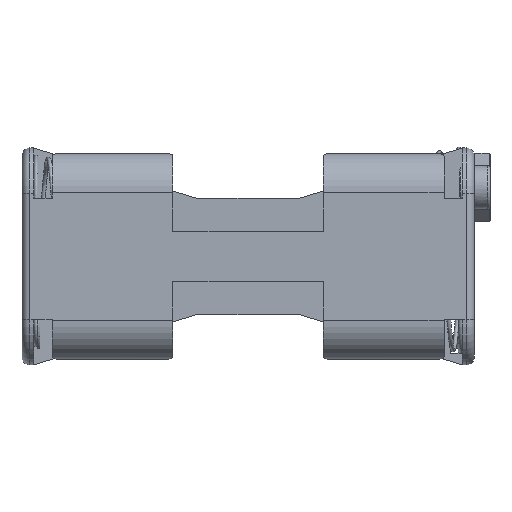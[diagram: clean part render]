
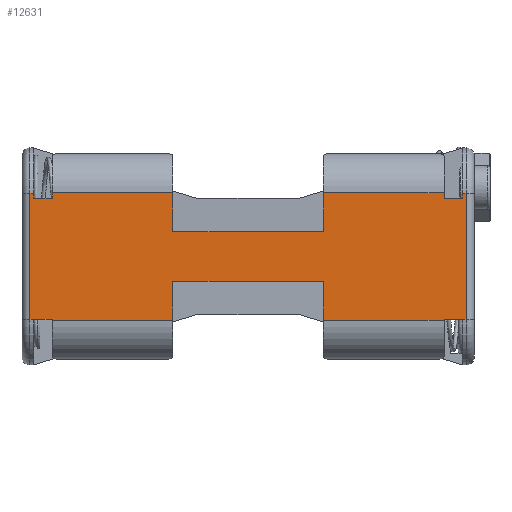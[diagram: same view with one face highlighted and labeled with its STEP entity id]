
A CAD part, left-side view. The second image highlights one B-rep face of the part: STEP entity #12631.
In plain terms, the highlighted planar face has unit normal (-1, 0, 0).
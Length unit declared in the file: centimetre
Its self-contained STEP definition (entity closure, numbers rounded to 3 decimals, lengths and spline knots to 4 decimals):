
#428=LINE('',#16554,#1593);
#440=LINE('',#16581,#1605);
#450=LINE('',#16603,#1615);
#458=LINE('',#16621,#1623);
#475=LINE('',#16668,#1640);
#478=LINE('',#16682,#1643);
#486=LINE('',#16756,#1651);
#488=LINE('',#16764,#1653);
#495=LINE('',#16825,#1660);
#527=LINE('',#16995,#1692);
#529=LINE('',#17000,#1694);
#538=LINE('',#17021,#1703);
#544=LINE('',#17036,#1709);
#554=LINE('',#17056,#1719);
#661=LINE('',#17318,#1826);
#666=LINE('',#17345,#1831);
#668=LINE('',#17348,#1833);
#1419=LINE('',#20730,#2584);
#1420=LINE('',#20733,#2585);
#1421=LINE('',#20734,#2586);
#1422=LINE('',#20735,#2587);
#1423=LINE('',#20736,#2588);
#1424=LINE('',#20737,#2589);
#1425=LINE('',#20739,#2590);
#1426=LINE('',#20740,#2591);
#1427=LINE('',#20742,#2592);
#1428=LINE('',#20743,#2593);
#1429=LINE('',#20744,#2594);
#1593=VECTOR('',#13720,0.23);
#1605=VECTOR('',#13738,0.23);
#1615=VECTOR('',#13752,0.23);
#1623=VECTOR('',#13764,0.23);
#1640=VECTOR('',#13801,0.05);
#1643=VECTOR('',#13816,0.0716);
#1651=VECTOR('',#13842,1.5275);
#1653=VECTOR('',#13850,0.0118);
#1660=VECTOR('',#13875,1.5275);
#1692=VECTOR('',#13929,0.4917);
#1694=VECTOR('',#13935,1.9);
#1703=VECTOR('',#13952,0.4917);
#1709=VECTOR('',#13966,1.9);
#1719=VECTOR('',#13984,0.0614);
#1826=VECTOR('',#14207,0.0016);
#1831=VECTOR('',#14236,0.0614);
#1833=VECTOR('',#14238,0.0016);
#2584=VECTOR('',#15591,0.05);
#2585=VECTOR('',#15594,1.593);
#2586=VECTOR('',#15595,0.05);
#2587=VECTOR('',#15596,1.5275);
#2588=VECTOR('',#15597,0.4917);
#2589=VECTOR('',#15598,0.0118);
#2590=VECTOR('',#15599,0.05);
#2591=VECTOR('',#15600,1.593);
#2592=VECTOR('',#15601,1.5275);
#2593=VECTOR('',#15602,0.4917);
#2594=VECTOR('',#15603,0.0716);
#3104=PLANE('',#13298);
#3782=FACE_OUTER_BOUND('',#4521,.T.);
#4521=EDGE_LOOP('',(#10411,#10412,#10413,#10414,#10415,#10416,#10417,#10418,
#10419,#10420,#10421,#10422,#10423,#10424,#10425,#10426,#10427,#10428,#10429,
#10430,#10431,#10432,#10433,#10434,#10435,#10436,#10437,#10438));
#5041=VERTEX_POINT('',#16552);
#5042=VERTEX_POINT('',#16553);
#5053=VERTEX_POINT('',#16579);
#5054=VERTEX_POINT('',#16580);
#5063=VERTEX_POINT('',#16601);
#5064=VERTEX_POINT('',#16602);
#5071=VERTEX_POINT('',#16619);
#5072=VERTEX_POINT('',#16620);
#5091=VERTEX_POINT('',#16665);
#5092=VERTEX_POINT('',#16667);
#5097=VERTEX_POINT('',#16680);
#5113=VERTEX_POINT('',#16753);
#5114=VERTEX_POINT('',#16755);
#5117=VERTEX_POINT('',#16762);
#5131=VERTEX_POINT('',#16822);
#5132=VERTEX_POINT('',#16824);
#5168=VERTEX_POINT('',#16992);
#5169=VERTEX_POINT('',#16994);
#5170=VERTEX_POINT('',#16998);
#5178=VERTEX_POINT('',#17020);
#5183=VERTEX_POINT('',#17035);
#5189=VERTEX_POINT('',#17055);
#5286=VERTEX_POINT('',#17316);
#5297=VERTEX_POINT('',#17347);
#5959=VERTEX_POINT('',#20728);
#5960=VERTEX_POINT('',#20732);
#5961=VERTEX_POINT('',#20738);
#5962=VERTEX_POINT('',#20741);
#6205=EDGE_CURVE('',#5041,#5042,#428,.T.);
#6217=EDGE_CURVE('',#5053,#5054,#440,.T.);
#6227=EDGE_CURVE('',#5063,#5064,#450,.T.);
#6235=EDGE_CURVE('',#5071,#5072,#458,.T.);
#6257=EDGE_CURVE('',#5091,#5092,#475,.T.);
#6264=EDGE_CURVE('',#5054,#5097,#478,.T.);
#6282=EDGE_CURVE('',#5113,#5114,#486,.T.);
#6286=EDGE_CURVE('',#5064,#5117,#488,.T.);
#6302=EDGE_CURVE('',#5131,#5132,#495,.T.);
#6348=EDGE_CURVE('',#5169,#5168,#527,.T.);
#6351=EDGE_CURVE('',#5168,#5170,#529,.T.);
#6361=EDGE_CURVE('',#5178,#5114,#538,.T.);
#6369=EDGE_CURVE('',#5183,#5178,#544,.T.);
#6380=EDGE_CURVE('',#5189,#5053,#554,.T.);
#6510=EDGE_CURVE('',#5042,#5286,#661,.T.);
#6523=EDGE_CURVE('',#5072,#5092,#666,.T.);
#6525=EDGE_CURVE('',#5297,#5063,#668,.T.);
#7518=EDGE_CURVE('',#5189,#5959,#1419,.T.);
#7519=EDGE_CURVE('',#5960,#5091,#1420,.T.);
#7520=EDGE_CURVE('',#5960,#5297,#1421,.T.);
#7521=EDGE_CURVE('',#5169,#5117,#1422,.T.);
#7522=EDGE_CURVE('',#5170,#5132,#1423,.T.);
#7523=EDGE_CURVE('',#5131,#5041,#1424,.T.);
#7524=EDGE_CURVE('',#5286,#5961,#1425,.T.);
#7525=EDGE_CURVE('',#5959,#5961,#1426,.T.);
#7526=EDGE_CURVE('',#5962,#5097,#1427,.T.);
#7527=EDGE_CURVE('',#5962,#5183,#1428,.T.);
#7528=EDGE_CURVE('',#5113,#5071,#1429,.T.);
#10411=ORIENTED_EDGE('',*,*,#7519,.F.);
#10412=ORIENTED_EDGE('',*,*,#7520,.T.);
#10413=ORIENTED_EDGE('',*,*,#6525,.T.);
#10414=ORIENTED_EDGE('',*,*,#6227,.T.);
#10415=ORIENTED_EDGE('',*,*,#6286,.T.);
#10416=ORIENTED_EDGE('',*,*,#7521,.F.);
#10417=ORIENTED_EDGE('',*,*,#6348,.T.);
#10418=ORIENTED_EDGE('',*,*,#6351,.T.);
#10419=ORIENTED_EDGE('',*,*,#7522,.T.);
#10420=ORIENTED_EDGE('',*,*,#6302,.F.);
#10421=ORIENTED_EDGE('',*,*,#7523,.T.);
#10422=ORIENTED_EDGE('',*,*,#6205,.T.);
#10423=ORIENTED_EDGE('',*,*,#6510,.T.);
#10424=ORIENTED_EDGE('',*,*,#7524,.T.);
#10425=ORIENTED_EDGE('',*,*,#7525,.F.);
#10426=ORIENTED_EDGE('',*,*,#7518,.F.);
#10427=ORIENTED_EDGE('',*,*,#6380,.T.);
#10428=ORIENTED_EDGE('',*,*,#6217,.T.);
#10429=ORIENTED_EDGE('',*,*,#6264,.T.);
#10430=ORIENTED_EDGE('',*,*,#7526,.F.);
#10431=ORIENTED_EDGE('',*,*,#7527,.T.);
#10432=ORIENTED_EDGE('',*,*,#6369,.T.);
#10433=ORIENTED_EDGE('',*,*,#6361,.T.);
#10434=ORIENTED_EDGE('',*,*,#6282,.F.);
#10435=ORIENTED_EDGE('',*,*,#7528,.T.);
#10436=ORIENTED_EDGE('',*,*,#6235,.T.);
#10437=ORIENTED_EDGE('',*,*,#6523,.T.);
#10438=ORIENTED_EDGE('',*,*,#6257,.F.);
#12631=ADVANCED_FACE('',(#3782),#3104,.T.);
#13298=AXIS2_PLACEMENT_3D('',#20731,#15592,#15593);
#13720=DIRECTION('',(0.,-1.,0.));
#13738=DIRECTION('',(0.,1.,0.));
#13752=DIRECTION('',(0.,-1.,0.));
#13764=DIRECTION('',(0.,1.,0.));
#13801=DIRECTION('',(0.,-1.,0.));
#13816=DIRECTION('',(0.,0.,1.));
#13842=DIRECTION('',(0.,-1.,0.));
#13850=DIRECTION('',(0.,0.,-1.));
#13875=DIRECTION('',(0.,1.,0.));
#13929=DIRECTION('',(0.,0.,1.));
#13935=DIRECTION('',(0.,-1.,0.));
#13952=DIRECTION('',(0.,0.,1.));
#13966=DIRECTION('',(0.,1.,0.));
#13984=DIRECTION('',(0.,0.,-1.));
#14207=DIRECTION('',(0.,0.,-1.));
#14236=DIRECTION('',(0.,0.,1.));
#14238=DIRECTION('',(0.,0.,1.));
#15591=DIRECTION('',(0.,-1.,0.));
#15592=DIRECTION('center_axis',(-1.,0.,0.));
#15593=DIRECTION('ref_axis',(0.,0.,1.));
#15594=DIRECTION('',(0.,0.,1.));
#15595=DIRECTION('',(0.,-1.,0.));
#15596=DIRECTION('',(0.,1.,0.));
#15597=DIRECTION('',(0.,0.,-1.));
#15598=DIRECTION('',(0.,0.,1.));
#15599=DIRECTION('',(0.,-1.,0.));
#15600=DIRECTION('',(0.,0.,-1.));
#15601=DIRECTION('',(0.,-1.,0.));
#15602=DIRECTION('',(0.,0.,-1.));
#15603=DIRECTION('',(0.,0.,-1.));
#16552=CARTESIAN_POINT('',(-1.5685,-2.4775,-0.7949));
#16553=CARTESIAN_POINT('',(-1.5685,-2.7075,-0.7949));
#16554=CARTESIAN_POINT('',(-1.5685,-1.3538,-0.7949));
#16579=CARTESIAN_POINT('',(-1.5685,-2.7075,0.7351));
#16580=CARTESIAN_POINT('',(-1.5685,-2.4775,0.7351));
#16581=CARTESIAN_POINT('',(-1.5685,-1.3538,0.7351));
#16601=CARTESIAN_POINT('',(-1.5685,2.7075,-0.7949));
#16602=CARTESIAN_POINT('',(-1.5685,2.4775,-0.7949));
#16603=CARTESIAN_POINT('',(-1.5685,1.3538,-0.7949));
#16619=CARTESIAN_POINT('',(-1.5685,2.4775,0.7351));
#16620=CARTESIAN_POINT('',(-1.5685,2.7075,0.7351));
#16621=CARTESIAN_POINT('',(-1.5685,1.3538,0.7351));
#16665=CARTESIAN_POINT('',(-1.5685,2.7575,0.7965));
#16667=CARTESIAN_POINT('',(-1.5685,2.7075,0.7965));
#16668=CARTESIAN_POINT('',(-1.5685,2.8575,0.7965));
#16680=CARTESIAN_POINT('',(-1.5685,-2.4775,0.8067));
#16682=CARTESIAN_POINT('',(-1.5685,-2.4775,0.0577));
#16753=CARTESIAN_POINT('',(-1.5685,2.4775,0.8067));
#16755=CARTESIAN_POINT('',(-1.5685,0.95,0.8067));
#16756=CARTESIAN_POINT('',(-1.5685,-2.4775,0.8067));
#16762=CARTESIAN_POINT('',(-1.5685,2.4775,-0.8067));
#16764=CARTESIAN_POINT('',(-1.5685,2.4775,-1.4462));
#16822=CARTESIAN_POINT('',(-1.5685,-2.4775,-0.8067));
#16824=CARTESIAN_POINT('',(-1.5685,-0.95,-0.8067));
#16825=CARTESIAN_POINT('',(-1.5685,-2.4775,-0.8067));
#16992=CARTESIAN_POINT('',(-1.5685,0.95,-0.315));
#16994=CARTESIAN_POINT('',(-1.5685,0.95,-0.8067));
#16995=CARTESIAN_POINT('',(-1.5685,0.95,-1.7527));
#16998=CARTESIAN_POINT('',(-1.5685,-0.95,-0.315));
#17000=CARTESIAN_POINT('',(-1.5685,0.475,-0.315));
#17020=CARTESIAN_POINT('',(-1.5685,0.95,0.315));
#17021=CARTESIAN_POINT('',(-1.5685,0.95,-0.5283));
#17035=CARTESIAN_POINT('',(-1.5685,-0.95,0.315));
#17036=CARTESIAN_POINT('',(-1.5685,-0.475,0.315));
#17055=CARTESIAN_POINT('',(-1.5685,-2.7075,0.7965));
#17056=CARTESIAN_POINT('',(-1.5685,-2.7075,0.0577));
#17316=CARTESIAN_POINT('',(-1.5685,-2.7075,-0.7965));
#17318=CARTESIAN_POINT('',(-1.5685,-2.7075,-1.4462));
#17345=CARTESIAN_POINT('',(-1.5685,2.7075,0.0577));
#17347=CARTESIAN_POINT('',(-1.5685,2.7075,-0.7965));
#17348=CARTESIAN_POINT('',(-1.5685,2.7075,-1.4462));
#20728=CARTESIAN_POINT('',(-1.5685,-2.7575,0.7965));
#20730=CARTESIAN_POINT('',(-1.5685,-2.8575,0.7965));
#20731=CARTESIAN_POINT('Origin',(-1.5685,0.,-1.3715));
#20732=CARTESIAN_POINT('',(-1.5685,2.7575,-0.7965));
#20733=CARTESIAN_POINT('',(-1.5685,2.7575,-0.6858));
#20734=CARTESIAN_POINT('',(-1.5685,2.8575,-0.7965));
#20735=CARTESIAN_POINT('',(-1.5685,-2.4775,-0.8067));
#20736=CARTESIAN_POINT('',(-1.5685,-0.95,-0.8433));
#20737=CARTESIAN_POINT('',(-1.5685,-2.4775,-1.4462));
#20738=CARTESIAN_POINT('',(-1.5685,-2.7575,-0.7965));
#20739=CARTESIAN_POINT('',(-1.5685,-2.8575,-0.7965));
#20740=CARTESIAN_POINT('',(-1.5685,-2.7575,-0.6858));
#20741=CARTESIAN_POINT('',(-1.5685,-0.95,0.8067));
#20742=CARTESIAN_POINT('',(-1.5685,-2.4775,0.8067));
#20743=CARTESIAN_POINT('',(-1.5685,-0.95,0.3812));
#20744=CARTESIAN_POINT('',(-1.5685,2.4775,0.0577));
